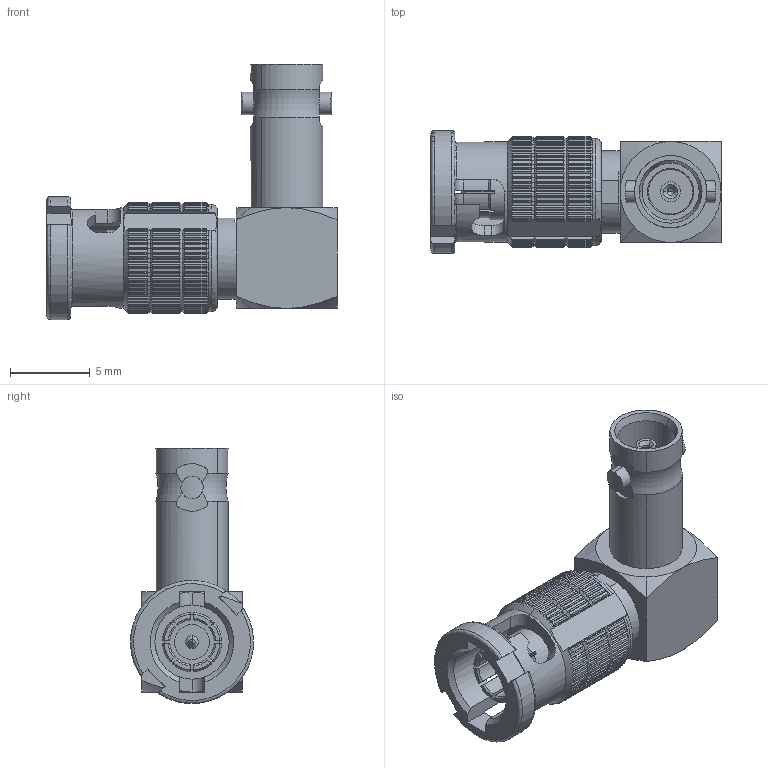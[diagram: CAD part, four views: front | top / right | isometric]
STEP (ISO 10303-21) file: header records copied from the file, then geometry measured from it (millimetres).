
FILE_DESCRIPTION((''),'2;1');
FILE_NAME('34-1111-12G_SW0001','2019-02-04T',('Kaviyarasan'),(''),'CREO PARAMETRIC BY PTC INC, 2017020','CREO PARAMETRIC BY PTC INC, 2017020','');
FILE_SCHEMA(('CONFIG_CONTROL_DESIGN'));
Length unit declared in the file: inch
Products named in the file (1): 34-1111-12G_SW0001
Bounding box: 18.25 x 7.73 x 16.04 mm (x, y, z)
Volume: 676.5 mm3; surface area: 897.7 mm2
Topology: 1 solids, 1 shells, 795 faces, 2318 edges, 1531 vertices
Faces by surface type: plane 466, cylinder 257, cone 54, torus 18
Entity records: 28792 total; most frequent: CARTESIAN_POINT 8916, ORIENTED_EDGE 4632, DIRECTION 3612, EDGE_CURVE 2316, VERTEX_POINT 1531, AXIS2_PLACEMENT_3D 1395, B_SPLINE_CURVE_WITH_KNOTS 894, VECTOR 822
